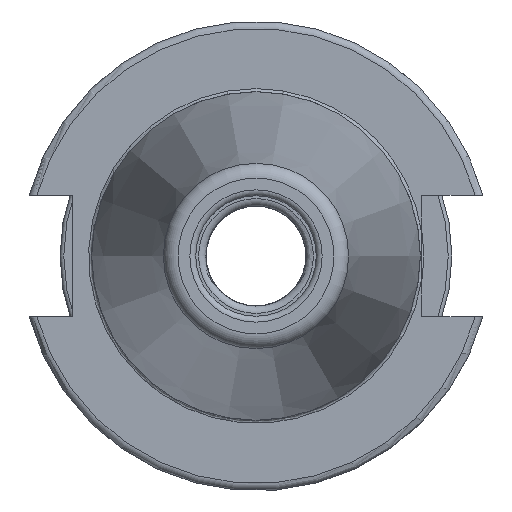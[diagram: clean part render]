
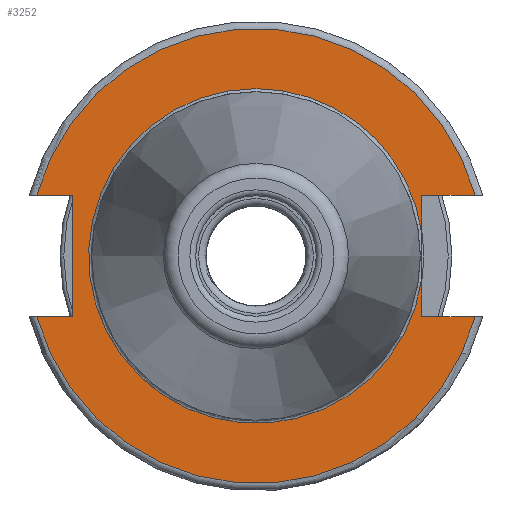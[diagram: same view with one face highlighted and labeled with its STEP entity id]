
A CAD part, left-side view. The second image highlights one B-rep face of the part: STEP entity #3252.
In plain terms, the highlighted planar face has unit normal (-1, 0, 0).
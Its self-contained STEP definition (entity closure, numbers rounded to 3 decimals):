
#98=PLANE('',#3541);
#277=FACE_OUTER_BOUND('',#467,.T.);
#467=EDGE_LOOP('',(#2940,#2941,#2942,#2943,#2944,#2945,#2946,#2947,#2948,
#2949,#2950));
#528=CIRCLE('',#3462,22.637);
#529=CIRCLE('',#3463,22.637);
#531=CIRCLE('',#3466,30.775);
#534=CIRCLE('',#3470,30.775);
#931=LINE('',#14261,#1075);
#936=LINE('',#14324,#1080);
#941=LINE('',#14385,#1085);
#943=LINE('',#14390,#1087);
#948=LINE('',#14453,#1092);
#952=LINE('',#14459,#1096);
#953=LINE('',#14472,#1097);
#1075=VECTOR('',#4030,10.);
#1080=VECTOR('',#4037,10.);
#1085=VECTOR('',#4044,10.);
#1087=VECTOR('',#4048,10.);
#1092=VECTOR('',#4055,10.);
#1096=VECTOR('',#4059,10.);
#1097=VECTOR('',#4062,10.);
#1373=VERTEX_POINT('',#14259);
#1374=VERTEX_POINT('',#14260);
#1385=VERTEX_POINT('',#14322);
#1386=VERTEX_POINT('',#14323);
#1397=VERTEX_POINT('',#14388);
#1398=VERTEX_POINT('',#14389);
#1409=VERTEX_POINT('',#14451);
#1410=VERTEX_POINT('',#14452);
#1412=VERTEX_POINT('',#14458);
#1413=VERTEX_POINT('',#14471);
#1425=VERTEX_POINT('',#14534);
#1832=EDGE_CURVE('',#1373,#1374,#931,.T.);
#1844=EDGE_CURVE('',#1385,#1386,#936,.T.);
#1856=EDGE_CURVE('',#1386,#1373,#941,.T.);
#1858=EDGE_CURVE('',#1397,#1398,#943,.T.);
#1870=EDGE_CURVE('',#1409,#1410,#948,.T.);
#1874=EDGE_CURVE('',#1412,#1397,#952,.T.);
#1876=EDGE_CURVE('',#1413,#1409,#953,.T.);
#1889=EDGE_CURVE('',#1410,#1425,#528,.T.);
#1890=EDGE_CURVE('',#1425,#1412,#529,.T.);
#1892=EDGE_CURVE('',#1385,#1398,#531,.T.);
#1895=EDGE_CURVE('',#1413,#1374,#534,.T.);
#2940=ORIENTED_EDGE('',*,*,#1832,.T.);
#2941=ORIENTED_EDGE('',*,*,#1895,.F.);
#2942=ORIENTED_EDGE('',*,*,#1876,.T.);
#2943=ORIENTED_EDGE('',*,*,#1870,.T.);
#2944=ORIENTED_EDGE('',*,*,#1889,.T.);
#2945=ORIENTED_EDGE('',*,*,#1890,.T.);
#2946=ORIENTED_EDGE('',*,*,#1874,.T.);
#2947=ORIENTED_EDGE('',*,*,#1858,.T.);
#2948=ORIENTED_EDGE('',*,*,#1892,.F.);
#2949=ORIENTED_EDGE('',*,*,#1844,.T.);
#2950=ORIENTED_EDGE('',*,*,#1856,.T.);
#3252=ADVANCED_FACE('',(#277),#98,.T.);
#3462=AXIS2_PLACEMENT_3D('',#14536,#4072,#4073);
#3463=AXIS2_PLACEMENT_3D('',#14537,#4074,#4075);
#3466=AXIS2_PLACEMENT_3D('',#14540,#4080,#4081);
#3470=AXIS2_PLACEMENT_3D('',#14544,#4088,#4089);
#3541=AXIS2_PLACEMENT_3D('',#16214,#4234,#4235);
#4030=DIRECTION('',(0.,1.,0.));
#4037=DIRECTION('',(0.,-1.,0.));
#4044=DIRECTION('',(0.,0.,-1.));
#4048=DIRECTION('',(0.,-1.,0.));
#4055=DIRECTION('',(0.,0.,1.));
#4059=DIRECTION('',(0.,0.,1.));
#4062=DIRECTION('',(0.,1.,0.));
#4072=DIRECTION('center_axis',(1.,0.,0.));
#4073=DIRECTION('ref_axis',(0.,0.,-1.));
#4074=DIRECTION('center_axis',(1.,0.,0.));
#4075=DIRECTION('ref_axis',(0.,0.,-1.));
#4080=DIRECTION('center_axis',(1.,0.,0.));
#4081=DIRECTION('ref_axis',(0.,0.,-1.));
#4088=DIRECTION('center_axis',(1.,0.,0.));
#4089=DIRECTION('ref_axis',(0.,0.,-1.));
#4234=DIRECTION('center_axis',(-1.,0.,0.));
#4235=DIRECTION('ref_axis',(0.,0.,1.));
#14259=CARTESIAN_POINT('',(1.,24.8,-8.19));
#14260=CARTESIAN_POINT('',(1.,29.665,-8.19));
#14261=CARTESIAN_POINT('',(1.,40.288,-8.19));
#14322=CARTESIAN_POINT('',(1.,29.665,8.19));
#14323=CARTESIAN_POINT('',(1.,24.8,8.19));
#14324=CARTESIAN_POINT('',(1.,27.788,8.19));
#14385=CARTESIAN_POINT('',(1.,24.8,-4.095));
#14388=CARTESIAN_POINT('',(1.,-22.41,8.19));
#14389=CARTESIAN_POINT('',(1.,-29.665,8.19));
#14390=CARTESIAN_POINT('',(1.,-8.317,8.19));
#14451=CARTESIAN_POINT('',(1.,-22.41,-8.19));
#14452=CARTESIAN_POINT('',(1.,-22.41,-3.198));
#14453=CARTESIAN_POINT('',(1.,-22.41,4.095));
#14458=CARTESIAN_POINT('',(1.,-22.41,3.198));
#14459=CARTESIAN_POINT('',(1.,-22.41,4.095));
#14471=CARTESIAN_POINT('',(1.,-29.665,-8.19));
#14472=CARTESIAN_POINT('',(1.,4.183,-8.19));
#14534=CARTESIAN_POINT('',(1.,0.,22.637));
#14536=CARTESIAN_POINT('Origin',(1.,0.,
0.));
#14537=CARTESIAN_POINT('Origin',(1.,0.,
0.));
#14540=CARTESIAN_POINT('Origin',(1.,0.,
0.));
#14544=CARTESIAN_POINT('Origin',(1.,0.,
0.));
#16214=CARTESIAN_POINT('Origin',(1.,30.775,0.));
